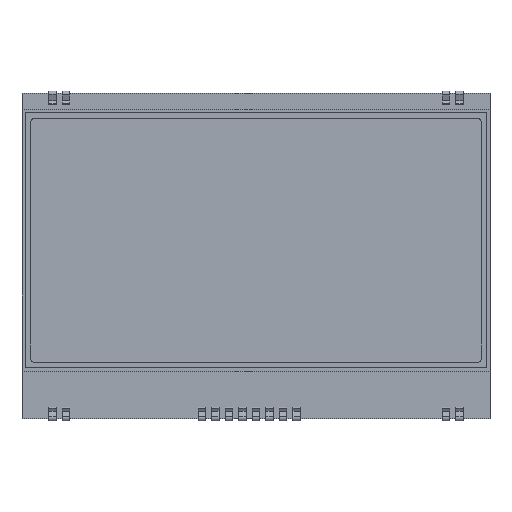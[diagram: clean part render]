
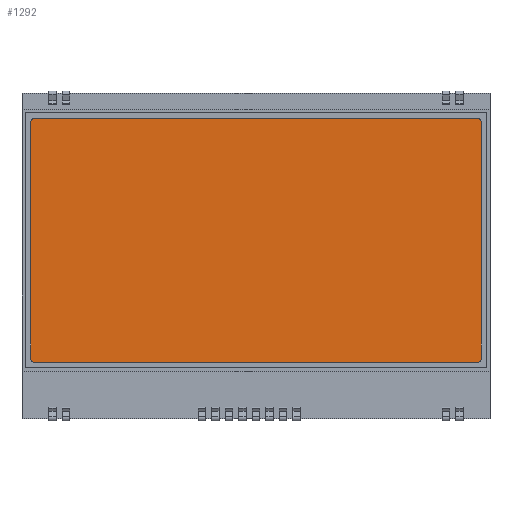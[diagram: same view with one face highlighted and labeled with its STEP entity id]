
A CAD part, top view. The second image highlights one B-rep face of the part: STEP entity #1292.
In plain terms, the highlighted planar face has unit normal (0, 0, 1).
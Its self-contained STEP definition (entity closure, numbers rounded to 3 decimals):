
#82=CIRCLE('',#1350,0.5);
#84=CIRCLE('',#1354,0.5);
#86=CIRCLE('',#1358,0.5);
#88=CIRCLE('',#1362,0.5);
#249=ORIENTED_EDGE('',*,*,#448,.T.);
#250=ORIENTED_EDGE('',*,*,#470,.T.);
#251=ORIENTED_EDGE('',*,*,#467,.T.);
#252=ORIENTED_EDGE('',*,*,#464,.T.);
#253=ORIENTED_EDGE('',*,*,#461,.T.);
#254=ORIENTED_EDGE('',*,*,#458,.T.);
#255=ORIENTED_EDGE('',*,*,#455,.T.);
#256=ORIENTED_EDGE('',*,*,#452,.T.);
#448=EDGE_CURVE('',#577,#578,#688,.T.);
#452=EDGE_CURVE('',#581,#577,#82,.T.);
#455=EDGE_CURVE('',#583,#581,#693,.T.);
#458=EDGE_CURVE('',#585,#583,#84,.T.);
#461=EDGE_CURVE('',#587,#585,#697,.T.);
#464=EDGE_CURVE('',#589,#587,#86,.T.);
#467=EDGE_CURVE('',#591,#589,#701,.T.);
#470=EDGE_CURVE('',#578,#591,#88,.T.);
#577=VERTEX_POINT('',#1832);
#578=VERTEX_POINT('',#1833);
#581=VERTEX_POINT('',#1841);
#583=VERTEX_POINT('',#1847);
#585=VERTEX_POINT('',#1853);
#587=VERTEX_POINT('',#1859);
#589=VERTEX_POINT('',#1865);
#591=VERTEX_POINT('',#1871);
#688=LINE('',#1831,#812);
#693=LINE('',#1846,#817);
#697=LINE('',#1858,#821);
#701=LINE('',#1870,#825);
#812=VECTOR('',#1509,1000.);
#817=VECTOR('',#1522,1000.);
#821=VECTOR('',#1534,1000.);
#825=VECTOR('',#1546,1000.);
#920=EDGE_LOOP('',(#249,#250,#251,#252,#253,#254,#255,#256));
#978=FACE_BOUND('',#920,.T.);
#1029=PLANE('',#1366);
#1292=ADVANCED_FACE('',(#978),#1029,.T.);
#1350=AXIS2_PLACEMENT_3D('',#1840,#1515,#1516);
#1354=AXIS2_PLACEMENT_3D('',#1852,#1527,#1528);
#1358=AXIS2_PLACEMENT_3D('',#1864,#1539,#1540);
#1362=AXIS2_PLACEMENT_3D('',#1876,#1551,#1552);
#1366=AXIS2_PLACEMENT_3D('',#1881,#1560,#1561);
#1509=DIRECTION('',(0.,-1.,0.));
#1515=DIRECTION('',(0.,0.,1.));
#1516=DIRECTION('',(1.,0.,0.));
#1522=DIRECTION('',(-1.,0.,0.));
#1527=DIRECTION('',(0.,0.,1.));
#1528=DIRECTION('',(1.,0.,0.));
#1534=DIRECTION('',(0.,1.,0.));
#1539=DIRECTION('',(0.,0.,1.));
#1540=DIRECTION('',(-1.,0.,0.));
#1546=DIRECTION('',(1.,0.,0.));
#1551=DIRECTION('',(0.,0.,1.));
#1552=DIRECTION('',(1.,0.,0.));
#1560=DIRECTION('',(0.,0.,1.));
#1561=DIRECTION('',(1.,0.,0.));
#1831=CARTESIAN_POINT('',(-33.2,19.8,0.7));
#1832=CARTESIAN_POINT('',(-33.2,19.8,0.7));
#1833=CARTESIAN_POINT('',(-33.2,-15.2,0.7));
#1840=CARTESIAN_POINT('',(-32.7,19.8,0.7));
#1841=CARTESIAN_POINT('',(-32.7,20.3,0.7));
#1846=CARTESIAN_POINT('',(32.7,20.3,0.7));
#1847=CARTESIAN_POINT('',(32.7,20.3,0.7));
#1852=CARTESIAN_POINT('',(32.7,19.8,0.7));
#1853=CARTESIAN_POINT('',(33.2,19.8,0.7));
#1858=CARTESIAN_POINT('',(33.2,-15.2,0.7));
#1859=CARTESIAN_POINT('',(33.2,-15.2,0.7));
#1864=CARTESIAN_POINT('',(32.7,-15.2,0.7));
#1865=CARTESIAN_POINT('',(32.7,-15.7,0.7));
#1870=CARTESIAN_POINT('',(-32.7,-15.7,0.7));
#1871=CARTESIAN_POINT('',(-32.7,-15.7,0.7));
#1876=CARTESIAN_POINT('',(-32.7,-15.2,0.7));
#1881=CARTESIAN_POINT('',(0.,0.,0.7));
